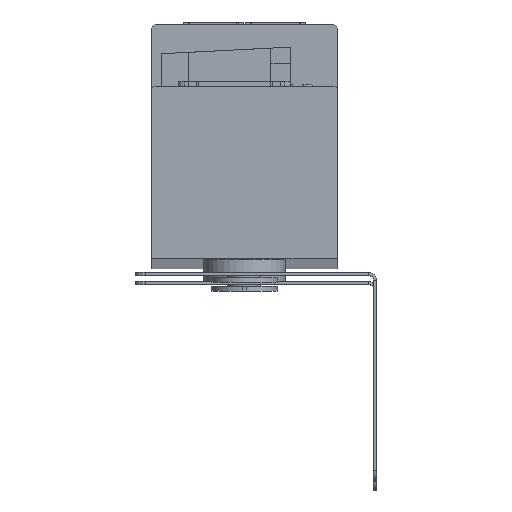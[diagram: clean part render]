
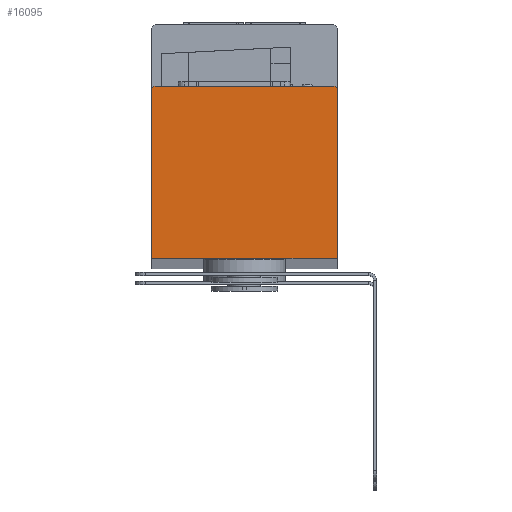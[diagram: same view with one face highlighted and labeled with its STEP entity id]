
A CAD part, top view. The second image highlights one B-rep face of the part: STEP entity #16095.
In plain terms, the highlighted planar face has unit normal (0, 0, 1).
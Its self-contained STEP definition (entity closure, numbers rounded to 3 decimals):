
#156 = DIRECTION ( 'NONE',  ( 1., 0., 0. ) ) ;
#688 = VERTEX_POINT ( 'NONE', #10214 ) ;
#1176 = CARTESIAN_POINT ( 'NONE',  ( 28., 25., 915. ) ) ;
#1327 = CARTESIAN_POINT ( 'NONE',  ( 28., 26., 915. ) ) ;
#1955 = CARTESIAN_POINT ( 'NONE',  ( 28., -26., 915. ) ) ;
#3160 = LINE ( 'NONE', #9365, #16445 ) ;
#5502 = DIRECTION ( 'NONE',  ( 1., 0., 0. ) ) ;
#6444 = DIRECTION ( 'NONE',  ( 1., 0., 0. ) ) ;
#8002 = DIRECTION ( 'NONE',  ( 0., 0., 1. ) ) ;
#8221 = AXIS2_PLACEMENT_3D ( 'NONE', #37375, #41553, #5502 ) ;
#8334 = CIRCLE ( 'NONE', #40893, 1. ) ;
#9178 = FACE_OUTER_BOUND ( 'NONE', #14400, .T. ) ;
#9365 = CARTESIAN_POINT ( 'NONE',  ( -28., -26., 915. ) ) ;
#9524 = CIRCLE ( 'NONE', #25353, 1. ) ;
#10214 = CARTESIAN_POINT ( 'NONE',  ( 27., 26., 915. ) ) ;
#11378 = VECTOR ( 'NONE', #34092, 1000. ) ;
#11579 = EDGE_CURVE ( 'NONE', #688, #22051, #25363, .T. ) ;
#12602 = VERTEX_POINT ( 'NONE', #1176 ) ;
#14400 = EDGE_LOOP ( 'NONE', ( #24290, #33159, #43168, #43298, #24302, #19816 ) ) ;
#15180 = CARTESIAN_POINT ( 'NONE',  ( 28., -26., 915. ) ) ;
#16095 = ADVANCED_FACE ( 'NONE', ( #9178 ), #49927, .T. ) ;
#16445 = VECTOR ( 'NONE', #48821, 1000. ) ;
#18190 = CARTESIAN_POINT ( 'NONE',  ( 27., 25., 915. ) ) ;
#19816 = ORIENTED_EDGE ( 'NONE', *, *, #40809, .F. ) ;
#22051 = VERTEX_POINT ( 'NONE', #33339 ) ;
#24290 = ORIENTED_EDGE ( 'NONE', *, *, #25984, .T. ) ;
#24302 = ORIENTED_EDGE ( 'NONE', *, *, #45114, .F. ) ;
#25174 = VERTEX_POINT ( 'NONE', #47565 ) ;
#25353 = AXIS2_PLACEMENT_3D ( 'NONE', #39348, #8002, #156 ) ;
#25363 = LINE ( 'NONE', #1327, #28920 ) ;
#25984 = EDGE_CURVE ( 'NONE', #41447, #12602, #46069, .T. ) ;
#26511 = EDGE_CURVE ( 'NONE', #22051, #46100, #9524, .T. ) ;
#28920 = VECTOR ( 'NONE', #37388, 1000. ) ;
#29653 = LINE ( 'NONE', #1955, #11378 ) ;
#30728 = DIRECTION ( 'NONE',  ( 0., 0., 1. ) ) ;
#30740 = CARTESIAN_POINT ( 'NONE',  ( -28., 25., 915. ) ) ;
#33159 = ORIENTED_EDGE ( 'NONE', *, *, #40368, .T. ) ;
#33339 = CARTESIAN_POINT ( 'NONE',  ( -27., 26., 915. ) ) ;
#34092 = DIRECTION ( 'NONE',  ( -1., 0., 0. ) ) ;
#37375 = CARTESIAN_POINT ( 'NONE',  ( 0., 0., 915. ) ) ;
#37388 = DIRECTION ( 'NONE',  ( -1., 0., 0. ) ) ;
#39348 = CARTESIAN_POINT ( 'NONE',  ( -27., 25., 915. ) ) ;
#40368 = EDGE_CURVE ( 'NONE', #12602, #688, #8334, .T. ) ;
#40809 = EDGE_CURVE ( 'NONE', #41447, #25174, #29653, .T. ) ;
#40893 = AXIS2_PLACEMENT_3D ( 'NONE', #18190, #30728, #6444 ) ;
#41447 = VERTEX_POINT ( 'NONE', #15180 ) ;
#41553 = DIRECTION ( 'NONE',  ( 0., 0., 1. ) ) ;
#41612 = CARTESIAN_POINT ( 'NONE',  ( 28., -26., 915. ) ) ;
#43168 = ORIENTED_EDGE ( 'NONE', *, *, #11579, .T. ) ;
#43298 = ORIENTED_EDGE ( 'NONE', *, *, #26511, .T. ) ;
#45114 = EDGE_CURVE ( 'NONE', #25174, #46100, #3160, .T. ) ;
#46069 = LINE ( 'NONE', #41612, #50237 ) ;
#46100 = VERTEX_POINT ( 'NONE', #30740 ) ;
#47565 = CARTESIAN_POINT ( 'NONE',  ( -28., -26., 915. ) ) ;
#48821 = DIRECTION ( 'NONE',  ( 0., 1., 0. ) ) ;
#49462 = DIRECTION ( 'NONE',  ( 0., 1., 0. ) ) ;
#49927 = PLANE ( 'NONE',  #8221 ) ;
#50237 = VECTOR ( 'NONE', #49462, 1000. ) ;
